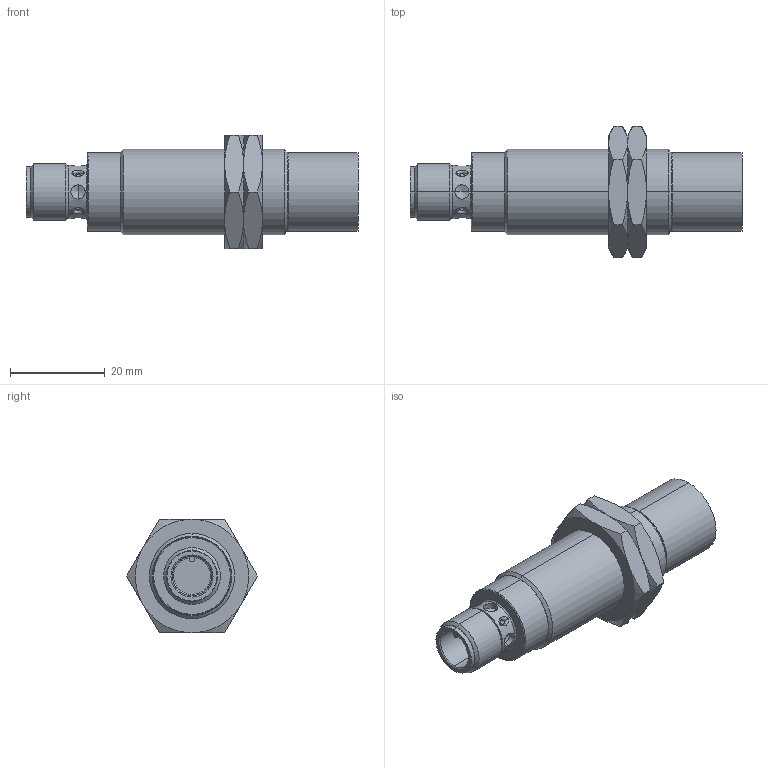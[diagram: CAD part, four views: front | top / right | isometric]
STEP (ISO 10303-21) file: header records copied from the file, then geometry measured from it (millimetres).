
FILE_DESCRIPTION (( 'STEP AP214' ), '1' );
FILE_NAME ('PKW-AP-2H.step', '2018-04-17T19:37:35', ( '' ), ( '' ), 'SwSTEP 2.0', 'SolidWorks 2017', '' );
FILE_SCHEMA (( 'AUTOMOTIVE_DESIGN' ));
Length unit declared in the file: inch
Products named in the file (1): PKW-AP-2H
Bounding box: 70.2 x 27.71 x 24 mm (x, y, z)
Volume: 16631.9 mm3; surface area: 6404.7 mm2
Topology: 3 solids, 3 shells, 124 faces, 274 edges, 159 vertices
Faces by surface type: cone 50, cylinder 27, plane 26, bspline 21
Entity records: 6038 total; most frequent: CARTESIAN_POINT 1813, ORIENTED_EDGE 532, DIRECTION 518, EDGE_CURVE 266, AXIS2_PLACEMENT_3D 222, VERTEX_POINT 159, EDGE_LOOP 139, UNCERTAINTY_MEASURE_WITH_UNIT 129
